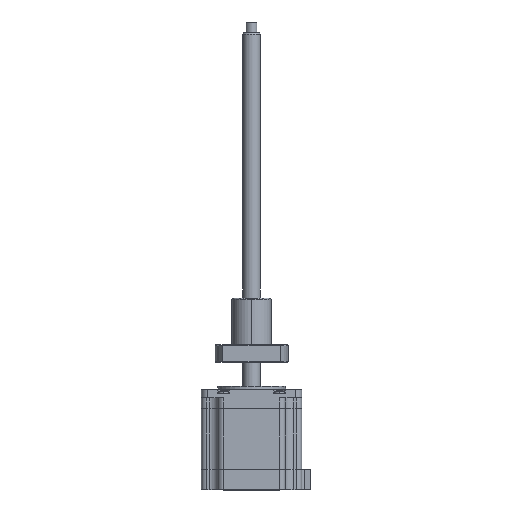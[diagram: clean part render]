
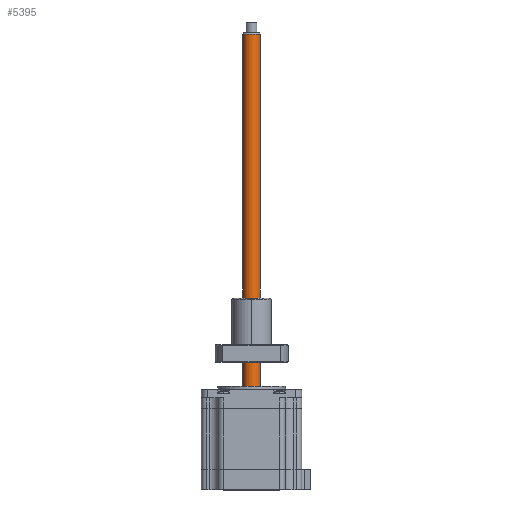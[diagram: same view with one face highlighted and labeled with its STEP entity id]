
A CAD part, top view. The second image highlights one B-rep face of the part: STEP entity #5395.
In plain terms, the highlighted cylindrical face has radius 5 mm (diameter 10 mm), a partial arc.
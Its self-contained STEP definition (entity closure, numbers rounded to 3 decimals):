
#1323 = LINE ( 'NONE', #26851, #43386 ) ;
#3296 = AXIS2_PLACEMENT_3D ( 'NONE', #49148, #39715, #30894 ) ;
#3338 = CARTESIAN_POINT ( 'NONE',  ( -21.379, -15.672, 63.668 ) ) ;
#5395 = ADVANCED_FACE ( 'NONE', ( #6543 ), #53415, .T. ) ;
#6525 = DIRECTION ( 'NONE',  ( 0., -1., 0. ) ) ;
#6543 = FACE_OUTER_BOUND ( 'NONE', #50535, .T. ) ;
#9998 = DIRECTION ( 'NONE',  ( 0., -1., 0. ) ) ;
#12002 = CARTESIAN_POINT ( 'NONE',  ( -11.379, 183.328, 63.632 ) ) ;
#12724 = DIRECTION ( 'NONE',  ( 0., -1., 0. ) ) ;
#13207 = CARTESIAN_POINT ( 'NONE',  ( -21.379, 183.328, 63.668 ) ) ;
#18754 = ORIENTED_EDGE ( 'NONE', *, *, #32525, .F. ) ;
#22777 = EDGE_CURVE ( 'NONE', #34996, #31037, #42909, .T. ) ;
#22866 = AXIS2_PLACEMENT_3D ( 'NONE', #56834, #12724, #26161 ) ;
#26161 = DIRECTION ( 'NONE',  ( -1., 0., 0.004 ) ) ;
#26851 = CARTESIAN_POINT ( 'NONE',  ( -21.379, 184.328, 63.668 ) ) ;
#27123 = CARTESIAN_POINT ( 'NONE',  ( -16.379, -15.672, 63.65 ) ) ;
#28735 = VERTEX_POINT ( 'NONE', #3338 ) ;
#30894 = DIRECTION ( 'NONE',  ( 1., 0., -0.004 ) ) ;
#31037 = VERTEX_POINT ( 'NONE', #48492 ) ;
#32525 = EDGE_CURVE ( 'NONE', #31037, #28735, #44719, .T. ) ;
#34996 = VERTEX_POINT ( 'NONE', #12002 ) ;
#39692 = ORIENTED_EDGE ( 'NONE', *, *, #47096, .T. ) ;
#39715 = DIRECTION ( 'NONE',  ( 0., -1., 0. ) ) ;
#40541 = CIRCLE ( 'NONE', #3296, 5. ) ;
#40831 = DIRECTION ( 'NONE',  ( -1., 0., 0.004 ) ) ;
#41959 = CARTESIAN_POINT ( 'NONE',  ( -11.379, 184.328, 63.632 ) ) ;
#42909 = LINE ( 'NONE', #41959, #53250 ) ;
#43009 = ORIENTED_EDGE ( 'NONE', *, *, #22777, .F. ) ;
#43386 = VECTOR ( 'NONE', #44573, 1000. ) ;
#44573 = DIRECTION ( 'NONE',  ( 0., -1., 0. ) ) ;
#44719 = CIRCLE ( 'NONE', #52339, 5. ) ;
#45215 = EDGE_CURVE ( 'NONE', #34996, #49862, #40541, .T. ) ;
#47096 = EDGE_CURVE ( 'NONE', #49862, #28735, #1323, .T. ) ;
#48492 = CARTESIAN_POINT ( 'NONE',  ( -11.379, -15.672, 63.632 ) ) ;
#49126 = ORIENTED_EDGE ( 'NONE', *, *, #45215, .T. ) ;
#49148 = CARTESIAN_POINT ( 'NONE',  ( -16.379, 183.328, 63.65 ) ) ;
#49862 = VERTEX_POINT ( 'NONE', #13207 ) ;
#50535 = EDGE_LOOP ( 'NONE', ( #43009, #49126, #39692, #18754 ) ) ;
#52339 = AXIS2_PLACEMENT_3D ( 'NONE', #27123, #9998, #40831 ) ;
#53250 = VECTOR ( 'NONE', #6525, 1000. ) ;
#53415 = CYLINDRICAL_SURFACE ( 'NONE', #22866, 5. ) ;
#56834 = CARTESIAN_POINT ( 'NONE',  ( -16.379, 184.328, 63.65 ) ) ;
